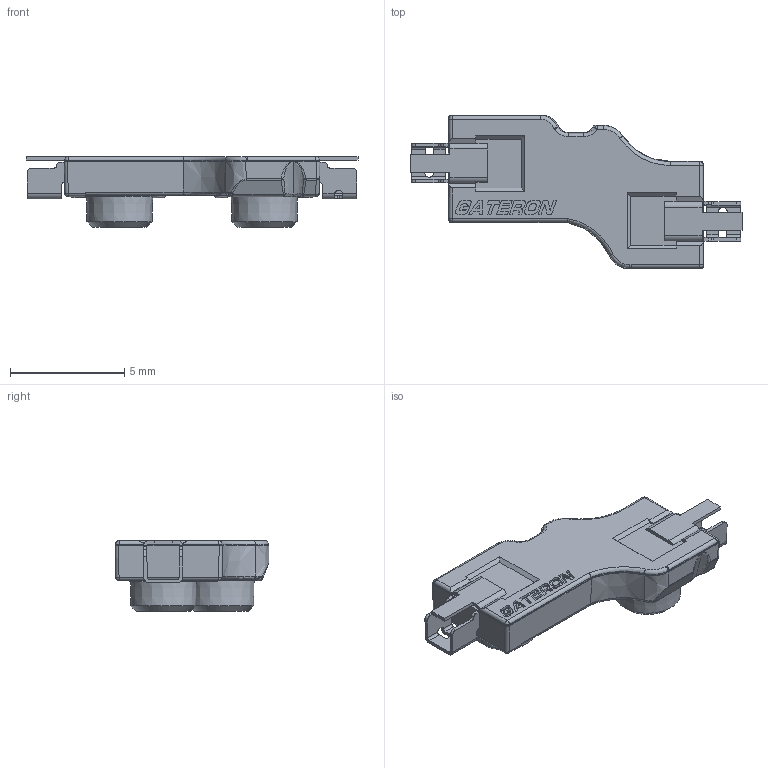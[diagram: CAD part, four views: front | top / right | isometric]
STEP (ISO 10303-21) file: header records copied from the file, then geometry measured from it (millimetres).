
FILE_DESCRIPTION(/* description */ (''),/* implementation_level */ '2;1');
FILE_NAME(/* name */ 'HS_KS-2P02B01-01_MX.step',/* time_stamp */ '2024-07-13T16:13:19+02:00',/* author */ (''),/* organization */ (''),/* preprocessor_version */ 'ST-DEVELOPER v20',/* originating_system */ 'Autodesk Translation Framework v13.14.0.145',/* authorisation */ '');
FILE_SCHEMA (('AUTOMOTIVE_DESIGN { 1 0 10303 214 3 1 1 }'));
Length unit declared in the file: millimetre
Products named in the file (1): HS_gat_mx
Bounding box: 14.55 x 6.74 x 3.1 mm (x, y, z)
Volume: 107.1 mm3; surface area: 231 mm2
Topology: 1 solids, 5 shells, 495 faces, 1359 edges, 867 vertices
Faces by surface type: plane 254, cylinder 111, bspline 98, sphere 13, cone 12, torus 7
Entity records: 18079 total; most frequent: CARTESIAN_POINT 5809, ORIENTED_EDGE 2694, DIRECTION 2280, EDGE_CURVE 1347, VERTEX_POINT 870, LINE 836, VECTOR 836, AXIS2_PLACEMENT_3D 722
